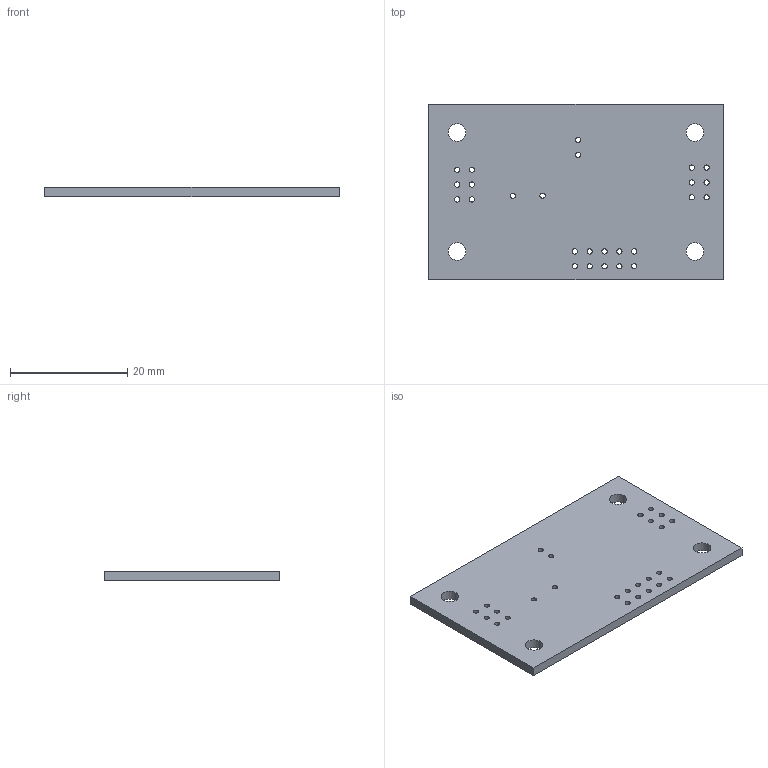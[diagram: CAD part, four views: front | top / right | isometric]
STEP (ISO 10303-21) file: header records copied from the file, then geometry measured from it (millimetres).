
FILE_DESCRIPTION(('KiCad electronic assembly'),'2;1');
FILE_NAME('PCRD01.step','2023-04-12T12:20:57',('Pcbnew'),('Kicad'), 'Open CASCADE STEP processor 7.5','KiCad to STEP converter','Unknown' );
FILE_SCHEMA(('AUTOMOTIVE_DESIGN { 1 0 10303 214 1 1 1 1 }'));
Length unit declared in the file: millimetre
Products named in the file (2): PCRD01 1; PCRD01 PCB
Assembly tree (1 placements, depth 2):
  PCRD01 1
    PCRD01 PCB
Bounding box: 50.29 x 29.97 x 1.6 mm (x, y, z)
Volume: 2339.5 mm3; surface area: 3359.2 mm2
Topology: 1 solids, 1 shells, 36 faces, 102 edges, 68 vertices
Faces by surface type: cylinder 30, plane 6
Full cylindrical faces by diameter (mm): 0.9 x26, 3 x4
Entity records: 2879 total; most frequent: CARTESIAN_POINT 772, DIRECTION 382, ORIENTED_EDGE 204, PCURVE 204, DEFINITIONAL_REPRESENTATION 204, LINE 186, VECTOR 186, EDGE_CURVE 102
